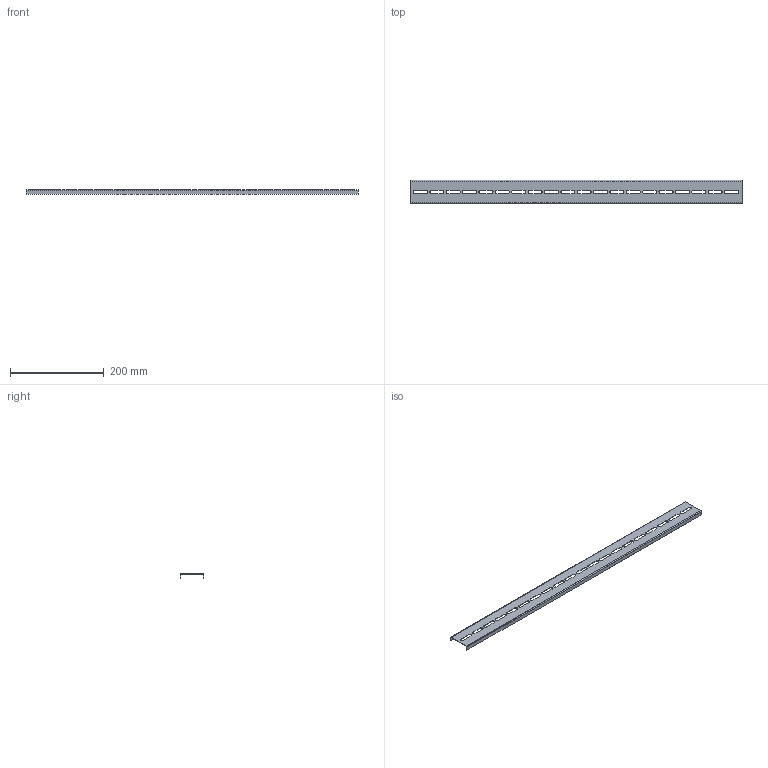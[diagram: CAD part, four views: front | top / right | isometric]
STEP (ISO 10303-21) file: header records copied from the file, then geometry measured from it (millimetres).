
FILE_DESCRIPTION (( 'STEP AP214' ), '1' );
FILE_NAME ('mb15-06-02 Ðåéêà ìîíòàæíàÿ 710õ50.STEP', '2021-02-03T12:21:56', ( '' ), ( '' ), 'SwSTEP 2.0', 'SolidWorks 2021', '' );
FILE_SCHEMA (( 'AUTOMOTIVE_DESIGN' ));
Length unit declared in the file: millimetre
Products named in the file (1): mb15-06-02 Ðåéêà ìîíòàæíàÿ 710õ50
Bounding box: 710 x 50 x 10 mm (x, y, z)
Volume: 43376.1 mm3; surface area: 89665.5 mm2
Topology: 1 solids, 1 shells, 122 faces, 344 edges, 224 vertices
Faces by surface type: cylinder 64, plane 58
Entity records: 4082 total; most frequent: DIRECTION 718, CARTESIAN_POINT 691, ORIENTED_EDGE 688, EDGE_CURVE 344, AXIS2_PLACEMENT_3D 251, VERTEX_POINT 224, VECTOR 216, LINE 216
